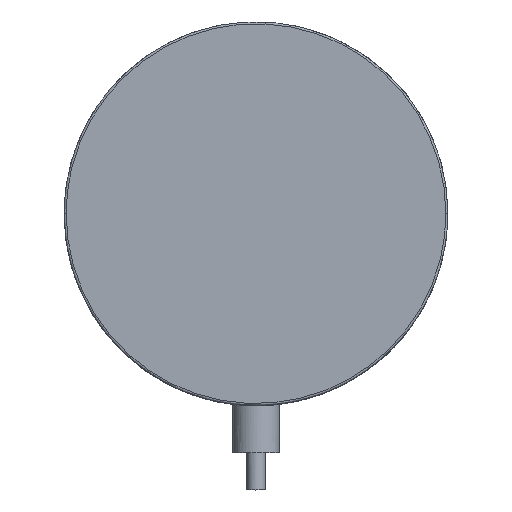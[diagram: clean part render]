
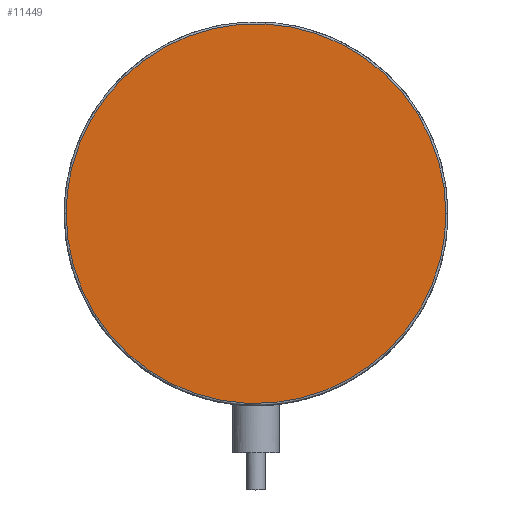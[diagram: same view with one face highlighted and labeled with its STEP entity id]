
A CAD part, top view. The second image highlights one B-rep face of the part: STEP entity #11449.
In plain terms, the highlighted planar face has unit normal (0, 0, 1).
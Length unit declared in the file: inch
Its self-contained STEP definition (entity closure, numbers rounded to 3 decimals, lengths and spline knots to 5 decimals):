
#222 = CARTESIAN_POINT ( 'NONE',  ( -1.82446, 0.90001, 2.84 ) ) ;
#277 = CARTESIAN_POINT ( 'NONE',  ( 0.65369, 1.92649, 2.84 ) ) ;
#317 = EDGE_CURVE ( 'NONE', #5270, #4713, #5153, .T. ) ;
#398 = CARTESIAN_POINT ( 'NONE',  ( -1.52969, 1.34116, 2.84 ) ) ;
#509 = CARTESIAN_POINT ( 'NONE',  ( -1.92649, -0.65369, 2.84 ) ) ;
#562 = CARTESIAN_POINT ( 'NONE',  ( -2.03, 0., 2.84 ) ) ;
#619 = CARTESIAN_POINT ( 'NONE',  ( 1.92649, -0.65369, 2.84 ) ) ;
#678 = CARTESIAN_POINT ( 'NONE',  ( -1.96499, -0.52678, 2.84 ) ) ;
#1052 = CARTESIAN_POINT ( 'NONE',  ( 0.90001, 1.82446, 2.84 ) ) ;
#1165 = CARTESIAN_POINT ( 'NONE',  ( 1.52969, 1.34117, 2.84 ) ) ;
#1392 = CARTESIAN_POINT ( 'NONE',  ( -0.52678, -1.96499, 2.84 ) ) ;
#1452 = CARTESIAN_POINT ( 'NONE',  ( 1.76194, -1.01697, 2.84 ) ) ;
#1511 = CARTESIAN_POINT ( 'NONE',  ( -0.26529, -2.017, 2.84 ) ) ;
#1566 = CARTESIAN_POINT ( 'NONE',  ( 1.82446, -0.90001, 2.84 ) ) ;
#1763 = EDGE_CURVE ( 'NONE', #4713, #5270, #3530, .T. ) ;
#1933 = PLANE ( 'NONE',  #7778 ) ;
#1938 = CARTESIAN_POINT ( 'NONE',  ( -1.23865, 1.61382, 2.84 ) ) ;
#1995 = CARTESIAN_POINT ( 'NONE',  ( 1.76194, 1.01697, 2.84 ) ) ;
#2049 = DIRECTION ( 'NONE',  ( 1., 0., 0. ) ) ;
#2107 = CARTESIAN_POINT ( 'NONE',  ( 1.23865, 1.61382, 2.84 ) ) ;
#2442 = CARTESIAN_POINT ( 'NONE',  ( 1.23865, -1.61382, 2.84 ) ) ;
#2554 = CARTESIAN_POINT ( 'NONE',  ( 0.90001, -1.82446, 2.84 ) ) ;
#2928 = CARTESIAN_POINT ( 'NONE',  ( 1.96499, 0.52678, 2.84 ) ) ;
#2982 = CARTESIAN_POINT ( 'NONE',  ( 0.52678, 1.96499, 2.84 ) ) ;
#3214 = CARTESIAN_POINT ( 'NONE',  ( 1.61382, -1.23865, 2.84 ) ) ;
#3275 = CARTESIAN_POINT ( 'NONE',  ( 1.52969, -1.34116, 2.84 ) ) ;
#3337 = CARTESIAN_POINT ( 'NONE',  ( -0.90001, -1.82446, 2.84 ) ) ;
#3389 = CARTESIAN_POINT ( 'NONE',  ( -2.03, -0.1333, 2.84 ) ) ;
#3530 = B_SPLINE_CURVE_WITH_KNOTS ( 'NONE', 3,
 ( #562, #3389, #7788, #678, #509, #4142, #7846, #11330, #11446, #10466, #5966, #10342, #3337, #9542, #1392, #1511, #7904, #9601, #6847, #6787, #8783, #2554, #4969, #2442, #11273, #3275, #3214, #1452, #1566, #619, #6024, #5142, #5080, #8556 ),
 .UNSPECIFIED., .F., .F.,
 ( 4, 2, 2, 2, 2, 2, 2, 2, 2, 2, 2, 2, 2, 2, 2, 2, 4 ),
 ( 0., 0.0625, 0.125, 0.1875, 0.25, 0.3125, 0.375, 0.4375, 0.5, 0.5625, 0.625, 0.6875, 0.75, 0.8125, 0.875, 0.9375, 1. ),
 .UNSPECIFIED. ) ;
#3804 = CARTESIAN_POINT ( 'NONE',  ( -2.03, 0.13328, 2.84 ) ) ;
#3857 = CARTESIAN_POINT ( 'NONE',  ( -0.65369, 1.92649, 2.84 ) ) ;
#3972 = CARTESIAN_POINT ( 'NONE',  ( -1.92649, 0.65369, 2.84 ) ) ;
#3999 = ORIENTED_EDGE ( 'NONE', *, *, #317, .T. ) ;
#4142 = CARTESIAN_POINT ( 'NONE',  ( -1.82446, -0.9, 2.84 ) ) ;
#4556 = FACE_OUTER_BOUND ( 'NONE', #5518, .T. ) ;
#4713 = VERTEX_POINT ( 'NONE', #10317 ) ;
#4742 = CARTESIAN_POINT ( 'NONE',  ( 1.92649, 0.65369, 2.84 ) ) ;
#4862 = CARTESIAN_POINT ( 'NONE',  ( -1.01697, 1.76195, 2.84 ) ) ;
#4969 = CARTESIAN_POINT ( 'NONE',  ( 1.01697, -1.76195, 2.84 ) ) ;
#5080 = CARTESIAN_POINT ( 'NONE',  ( 2.03, -0.13328, 2.84 ) ) ;
#5142 = CARTESIAN_POINT ( 'NONE',  ( 2.017, -0.2653, 2.84 ) ) ;
#5153 = B_SPLINE_CURVE_WITH_KNOTS ( 'NONE', 3,
 ( #7501, #10127, #9325, #2928, #4742, #9098, #1995, #6397, #1165, #11053, #2107, #6509, #1052, #277, #2982, #5680, #5569, #9964, #8383, #8320, #3857, #10190, #4862, #1938, #7326, #398, #5739, #8264, #222, #3972, #10995, #5505, #3804, #6565 ),
 .UNSPECIFIED., .F., .F.,
 ( 4, 2, 2, 2, 2, 2, 2, 2, 2, 2, 2, 2, 2, 2, 2, 2, 4 ),
 ( 0., 0.0625, 0.125, 0.1875, 0.25, 0.3125, 0.375, 0.4375, 0.5, 0.5625, 0.625, 0.6875, 0.75, 0.8125, 0.875, 0.9375, 1. ),
 .UNSPECIFIED. ) ;
#5270 = VERTEX_POINT ( 'NONE', #8794 ) ;
#5501 = DIRECTION ( 'NONE',  ( 0., 0., 1. ) ) ;
#5505 = CARTESIAN_POINT ( 'NONE',  ( -2.017, 0.2653, 2.84 ) ) ;
#5518 = EDGE_LOOP ( 'NONE', ( #10213, #3999 ) ) ;
#5569 = CARTESIAN_POINT ( 'NONE',  ( 0.13331, 2.03, 2.84 ) ) ;
#5617 = CARTESIAN_POINT ( 'NONE',  ( 0., 0., 2.84 ) ) ;
#5680 = CARTESIAN_POINT ( 'NONE',  ( 0.26529, 2.017, 2.84 ) ) ;
#5739 = CARTESIAN_POINT ( 'NONE',  ( -1.61382, 1.23865, 2.84 ) ) ;
#5966 = CARTESIAN_POINT ( 'NONE',  ( -1.23865, -1.61382, 2.84 ) ) ;
#6024 = CARTESIAN_POINT ( 'NONE',  ( 1.96499, -0.52677, 2.84 ) ) ;
#6397 = CARTESIAN_POINT ( 'NONE',  ( 1.61382, 1.23865, 2.84 ) ) ;
#6509 = CARTESIAN_POINT ( 'NONE',  ( 1.01697, 1.76194, 2.84 ) ) ;
#6565 = CARTESIAN_POINT ( 'NONE',  ( -2.03, 0., 2.84 ) ) ;
#6787 = CARTESIAN_POINT ( 'NONE',  ( 0.52678, -1.96499, 2.84 ) ) ;
#6847 = CARTESIAN_POINT ( 'NONE',  ( 0.26529, -2.017, 2.84 ) ) ;
#7326 = CARTESIAN_POINT ( 'NONE',  ( -1.34117, 1.52969, 2.84 ) ) ;
#7501 = CARTESIAN_POINT ( 'NONE',  ( 2.03, 0., 2.84 ) ) ;
#7778 = AXIS2_PLACEMENT_3D ( 'NONE', #5617, #5501, #2049 ) ;
#7788 = CARTESIAN_POINT ( 'NONE',  ( -2.017, -0.26529, 2.84 ) ) ;
#7846 = CARTESIAN_POINT ( 'NONE',  ( -1.76194, -1.01697, 2.84 ) ) ;
#7904 = CARTESIAN_POINT ( 'NONE',  ( -0.13331, -2.03, 2.84 ) ) ;
#8264 = CARTESIAN_POINT ( 'NONE',  ( -1.76194, 1.01697, 2.84 ) ) ;
#8320 = CARTESIAN_POINT ( 'NONE',  ( -0.52678, 1.96499, 2.84 ) ) ;
#8383 = CARTESIAN_POINT ( 'NONE',  ( -0.26529, 2.017, 2.84 ) ) ;
#8556 = CARTESIAN_POINT ( 'NONE',  ( 2.03, 0., 2.84 ) ) ;
#8783 = CARTESIAN_POINT ( 'NONE',  ( 0.65369, -1.92649, 2.84 ) ) ;
#8794 = CARTESIAN_POINT ( 'NONE',  ( 2.03, 0., 2.84 ) ) ;
#9098 = CARTESIAN_POINT ( 'NONE',  ( 1.82446, 0.9, 2.84 ) ) ;
#9325 = CARTESIAN_POINT ( 'NONE',  ( 2.017, 0.26529, 2.84 ) ) ;
#9542 = CARTESIAN_POINT ( 'NONE',  ( -0.65369, -1.92649, 2.84 ) ) ;
#9601 = CARTESIAN_POINT ( 'NONE',  ( 0.13331, -2.03, 2.84 ) ) ;
#9964 = CARTESIAN_POINT ( 'NONE',  ( -0.13331, 2.03, 2.84 ) ) ;
#10127 = CARTESIAN_POINT ( 'NONE',  ( 2.03, 0.1333, 2.84 ) ) ;
#10190 = CARTESIAN_POINT ( 'NONE',  ( -0.90001, 1.82446, 2.84 ) ) ;
#10213 = ORIENTED_EDGE ( 'NONE', *, *, #1763, .T. ) ;
#10317 = CARTESIAN_POINT ( 'NONE',  ( -2.03, 0., 2.84 ) ) ;
#10342 = CARTESIAN_POINT ( 'NONE',  ( -1.01697, -1.76194, 2.84 ) ) ;
#10466 = CARTESIAN_POINT ( 'NONE',  ( -1.34117, -1.52969, 2.84 ) ) ;
#10995 = CARTESIAN_POINT ( 'NONE',  ( -1.96499, 0.52677, 2.84 ) ) ;
#11053 = CARTESIAN_POINT ( 'NONE',  ( 1.34117, 1.52969, 2.84 ) ) ;
#11273 = CARTESIAN_POINT ( 'NONE',  ( 1.34117, -1.52969, 2.84 ) ) ;
#11330 = CARTESIAN_POINT ( 'NONE',  ( -1.61382, -1.23865, 2.84 ) ) ;
#11446 = CARTESIAN_POINT ( 'NONE',  ( -1.52969, -1.34117, 2.84 ) ) ;
#11449 = ADVANCED_FACE ( 'NONE', ( #4556 ), #1933, .T. ) ;
